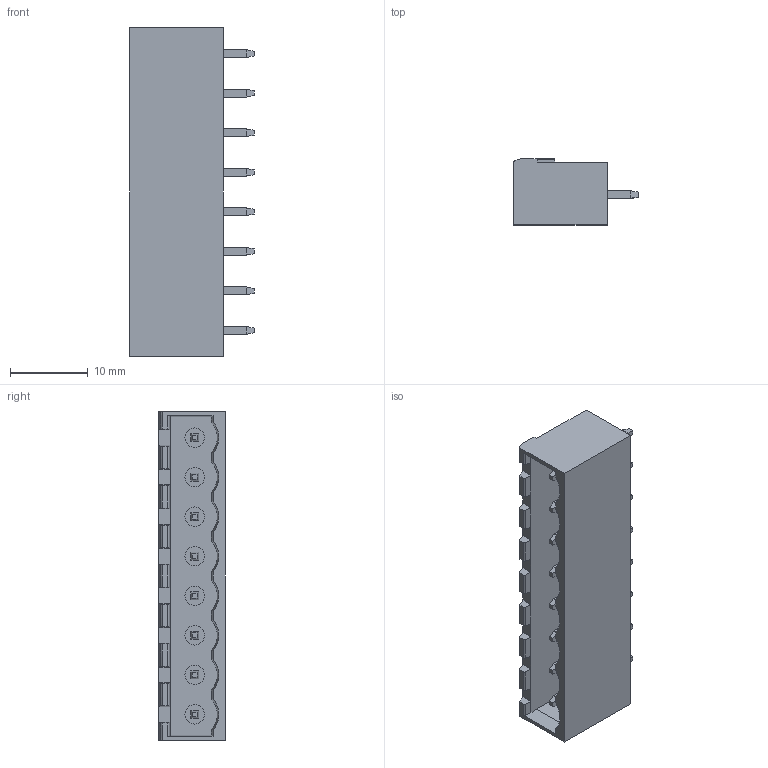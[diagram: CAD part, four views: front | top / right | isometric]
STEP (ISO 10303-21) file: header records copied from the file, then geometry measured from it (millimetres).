
FILE_DESCRIPTION (( 'STEP AP214' ), '1' );
FILE_NAME ('CUI_DEVICES_TBP01R2-508-08BE.step', '2019-10-22T00:52:09', ( '' ), ( '' ), 'SwSTEP 2.0', 'SolidWorks 2019', '' );
FILE_SCHEMA (( 'AUTOMOTIVE_DESIGN' ));
Length unit declared in the file: millimetre
Products named in the file (1): CUI_DEVICES_TBP01R2-508-08BE
Bounding box: 16 x 8.5 x 42.24 mm (x, y, z)
Volume: 2208.2 mm3; surface area: 3087.3 mm2
Topology: 1 solids, 1 shells, 371 faces, 889 edges, 528 vertices
Faces by surface type: plane 265, cylinder 82, bspline 16, cone 8
Entity records: 12123 total; most frequent: CARTESIAN_POINT 2211, ORIENTED_EDGE 1746, DIRECTION 1641, EDGE_CURVE 873, VECTOR 685, LINE 685, VERTEX_POINT 528, AXIS2_PLACEMENT_3D 478
